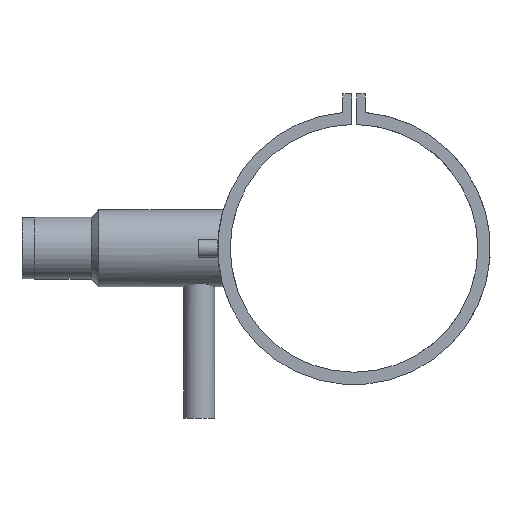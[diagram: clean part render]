
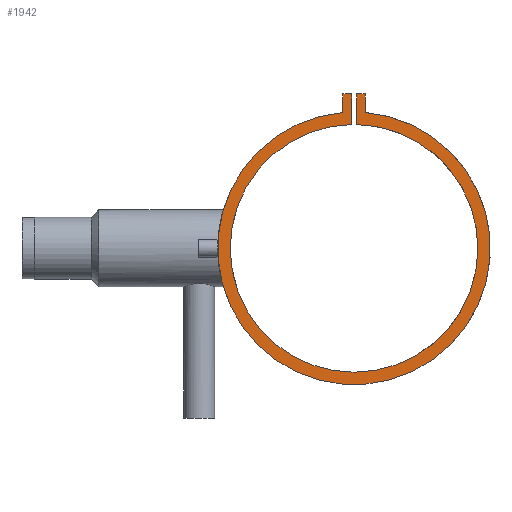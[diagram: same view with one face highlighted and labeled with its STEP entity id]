
A CAD part, left-side view. The second image highlights one B-rep face of the part: STEP entity #1942.
In plain terms, the highlighted planar face has unit normal (-1, 0, 0).
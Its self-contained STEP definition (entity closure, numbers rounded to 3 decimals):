
#2 = VERTEX_POINT ( 'NONE', #1423 ) ;
#63 = DIRECTION ( 'NONE',  ( 0., 0., -1. ) ) ;
#94 = VERTEX_POINT ( 'NONE', #2331 ) ;
#177 = ORIENTED_EDGE ( 'NONE', *, *, #527, .F. ) ;
#190 = AXIS2_PLACEMENT_3D ( 'NONE', #1258, #1936, #202 ) ;
#202 = DIRECTION ( 'NONE',  ( 0., 0., -1. ) ) ;
#220 = CIRCLE ( 'NONE', #190, 110. ) ;
#277 = VECTOR ( 'NONE', #823, 1000. ) ;
#432 = EDGE_CURVE ( 'NONE', #1091, #803, #1753, .T. ) ;
#449 = DIRECTION ( 'NONE',  ( 0., 0., -1. ) ) ;
#458 = LINE ( 'NONE', #1300, #1863 ) ;
#513 = CARTESIAN_POINT ( 'NONE',  ( -69., 9., 124.631 ) ) ;
#527 = EDGE_CURVE ( 'NONE', #1187, #1068, #220, .T. ) ;
#618 = ORIENTED_EDGE ( 'NONE', *, *, #2369, .F. ) ;
#662 = PLANE ( 'NONE',  #1655 ) ;
#749 = DIRECTION ( 'NONE',  ( 0., 0., 1. ) ) ;
#758 = CARTESIAN_POINT ( 'NONE',  ( -69., 0., 0. ) ) ;
#803 = VERTEX_POINT ( 'NONE', #1161 ) ;
#823 = DIRECTION ( 'NONE',  ( 0., -1., 0. ) ) ;
#827 = ORIENTED_EDGE ( 'NONE', *, *, #1070, .F. ) ;
#844 = LINE ( 'NONE', #1606, #1725 ) ;
#921 = ORIENTED_EDGE ( 'NONE', *, *, #432, .F. ) ;
#934 = CARTESIAN_POINT ( 'NONE',  ( -69., -2., 99.98 ) ) ;
#959 = EDGE_CURVE ( 'NONE', #94, #1187, #1135, .T. ) ;
#962 = CARTESIAN_POINT ( 'NONE',  ( -69., 9., 109.631 ) ) ;
#963 = VERTEX_POINT ( 'NONE', #934 ) ;
#973 = EDGE_CURVE ( 'NONE', #1068, #1091, #2173, .T. ) ;
#974 = CARTESIAN_POINT ( 'NONE',  ( -69., 9., 124.631 ) ) ;
#1068 = VERTEX_POINT ( 'NONE', #962 ) ;
#1070 = EDGE_CURVE ( 'NONE', #963, #2, #1700, .T. ) ;
#1091 = VERTEX_POINT ( 'NONE', #974 ) ;
#1135 = LINE ( 'NONE', #1837, #1333 ) ;
#1161 = CARTESIAN_POINT ( 'NONE',  ( -69., 2., 124.631 ) ) ;
#1187 = VERTEX_POINT ( 'NONE', #1560 ) ;
#1207 = VECTOR ( 'NONE', #749, 1000. ) ;
#1258 = CARTESIAN_POINT ( 'NONE',  ( -69., 0., 0. ) ) ;
#1264 = VERTEX_POINT ( 'NONE', #1749 ) ;
#1300 = CARTESIAN_POINT ( 'NONE',  ( -69., 2., 124.631 ) ) ;
#1315 = ORIENTED_EDGE ( 'NONE', *, *, #973, .F. ) ;
#1333 = VECTOR ( 'NONE', #63, 1000. ) ;
#1340 = DIRECTION ( 'NONE',  ( 0., 0., 1. ) ) ;
#1399 = EDGE_LOOP ( 'NONE', ( #177, #1759, #2414, #827, #2257, #618, #921, #1315 ) ) ;
#1423 = CARTESIAN_POINT ( 'NONE',  ( -69., -2., 124.631 ) ) ;
#1457 = CARTESIAN_POINT ( 'NONE',  ( -69., 0., 0. ) ) ;
#1535 = DIRECTION ( 'NONE',  ( -1., 0., 0. ) ) ;
#1560 = CARTESIAN_POINT ( 'NONE',  ( -69., -9., 109.631 ) ) ;
#1606 = CARTESIAN_POINT ( 'NONE',  ( -69., -2., 124.631 ) ) ;
#1614 = VECTOR ( 'NONE', #1340, 1000. ) ;
#1619 = CIRCLE ( 'NONE', #1896, 100. ) ;
#1655 = AXIS2_PLACEMENT_3D ( 'NONE', #1457, #2126, #449 ) ;
#1700 = LINE ( 'NONE', #2358, #1207 ) ;
#1725 = VECTOR ( 'NONE', #2269, 1000. ) ;
#1749 = CARTESIAN_POINT ( 'NONE',  ( -69., 2., 99.98 ) ) ;
#1753 = LINE ( 'NONE', #2410, #277 ) ;
#1759 = ORIENTED_EDGE ( 'NONE', *, *, #959, .F. ) ;
#1837 = CARTESIAN_POINT ( 'NONE',  ( -69., -9., 124.631 ) ) ;
#1863 = VECTOR ( 'NONE', #1972, 1000. ) ;
#1896 = AXIS2_PLACEMENT_3D ( 'NONE', #758, #1535, #2203 ) ;
#1936 = DIRECTION ( 'NONE',  ( 1., 0., 0. ) ) ;
#1942 = ADVANCED_FACE ( 'NONE', ( #2291 ), #662, .F. ) ;
#1972 = DIRECTION ( 'NONE',  ( 0., 0., -1. ) ) ;
#2059 = EDGE_CURVE ( 'NONE', #2, #94, #844, .T. ) ;
#2126 = DIRECTION ( 'NONE',  ( 1., 0., 0. ) ) ;
#2159 = EDGE_CURVE ( 'NONE', #1264, #963, #1619, .T. ) ;
#2173 = LINE ( 'NONE', #513, #1614 ) ;
#2203 = DIRECTION ( 'NONE',  ( 0., 0., -1. ) ) ;
#2257 = ORIENTED_EDGE ( 'NONE', *, *, #2159, .F. ) ;
#2269 = DIRECTION ( 'NONE',  ( 0., -1., 0. ) ) ;
#2291 = FACE_OUTER_BOUND ( 'NONE', #1399, .T. ) ;
#2331 = CARTESIAN_POINT ( 'NONE',  ( -69., -9., 124.631 ) ) ;
#2358 = CARTESIAN_POINT ( 'NONE',  ( -69., -2., 124.631 ) ) ;
#2369 = EDGE_CURVE ( 'NONE', #803, #1264, #458, .T. ) ;
#2410 = CARTESIAN_POINT ( 'NONE',  ( -69., 9., 124.631 ) ) ;
#2414 = ORIENTED_EDGE ( 'NONE', *, *, #2059, .F. ) ;
